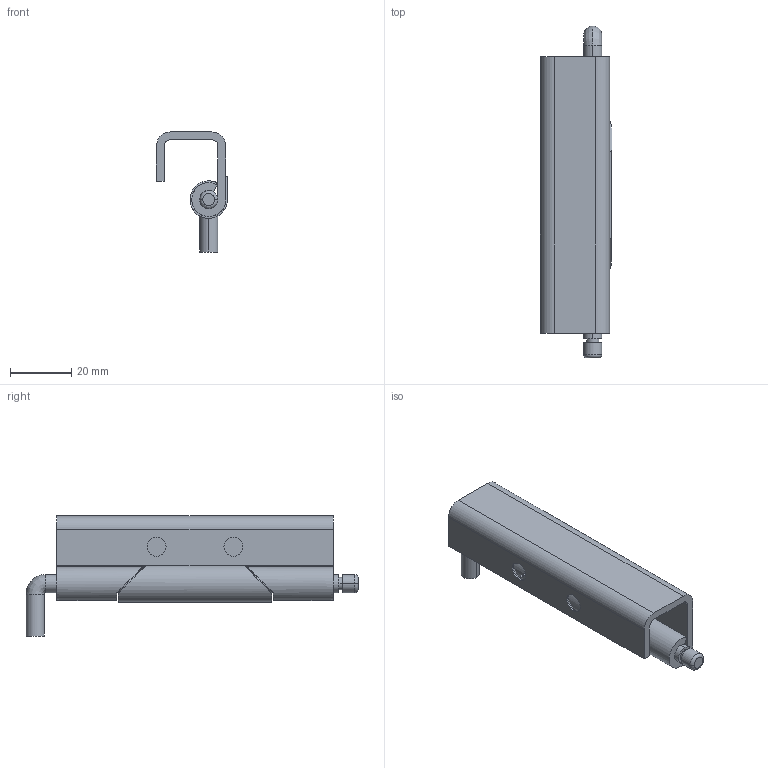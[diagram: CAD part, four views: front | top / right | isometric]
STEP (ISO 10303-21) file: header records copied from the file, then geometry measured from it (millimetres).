
FILE_DESCRIPTION(/* description */ (''),/* implementation_level */ '2;1');
FILE_NAME(/* name */ '未命名',/* time_stamp */ '2024-10-10T08:05:28+08:00',/* author */ (''),/* organization */ (''),/* preprocessor_version */ 'ST-DEVELOPER v19.2',/* originating_system */ 'Rhino 8.5',/* authorisation */ '');
FILE_SCHEMA (('CONFIG_CONTROL_DESIGN'));
Length unit declared in the file: millimetre
Products named in the file (1): Document
Bounding box: 23.1 x 108 x 39.05 mm (x, y, z)
Volume: 7302.8 mm3; surface area: 16908.6 mm2
Topology: 2 solids, 3 shells, 53 faces, 136 edges, 90 vertices
Faces by surface type: plane 23, cylinder 22, bspline 8
Entity records: 2067 total; most frequent: CARTESIAN_POINT 885, ORIENTED_EDGE 256, DIRECTION 144, EDGE_CURVE 136, AXIS2_PLACEMENT_3D 93, VERTEX_POINT 90, B_SPLINE_CURVE_WITH_KNOTS 62, EDGE_LOOP 59
